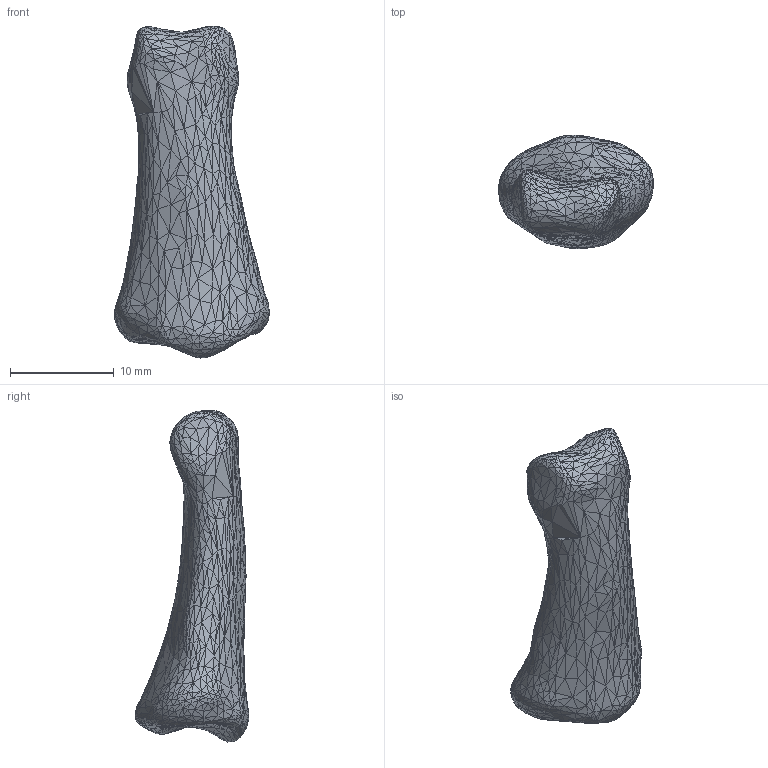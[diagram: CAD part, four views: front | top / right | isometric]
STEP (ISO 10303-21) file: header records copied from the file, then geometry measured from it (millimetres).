
FILE_DESCRIPTION(/* description */ (''),/* implementation_level */ '2;1');
FILE_NAME(/* name */ 'IndexMP.step',/* time_stamp */ '2023-04-13T16:48:31-04:00',/* author */ (''),/* organization */ (''),/* preprocessor_version */ 'ST-DEVELOPER v19.2',/* originating_system */ 'Autodesk Translation Framework v12.4.0.73',/* authorisation */ '');
FILE_SCHEMA (('AUTOMOTIVE_DESIGN { 1 0 10303 214 3 1 1 }'));
Length unit declared in the file: millimetre
Products named in the file (1): IndexMP
Bounding box: 14.97 x 11 x 32.07 mm (x, y, z)
Volume: 1888 mm3; surface area: 1031.8 mm2
Topology: 1 solids, 1 shells, 2202 faces, 3303 edges, 1103 vertices
Faces by surface type: plane 2202
Entity records: 42984 total; most frequent: DIRECTION 7709, CARTESIAN_POINT 6609, ORIENTED_EDGE 6606, LINE 3303, VECTOR 3303, EDGE_CURVE 3303, AXIS2_PLACEMENT_3D 2203, FACE_OUTER_BOUND 2202
